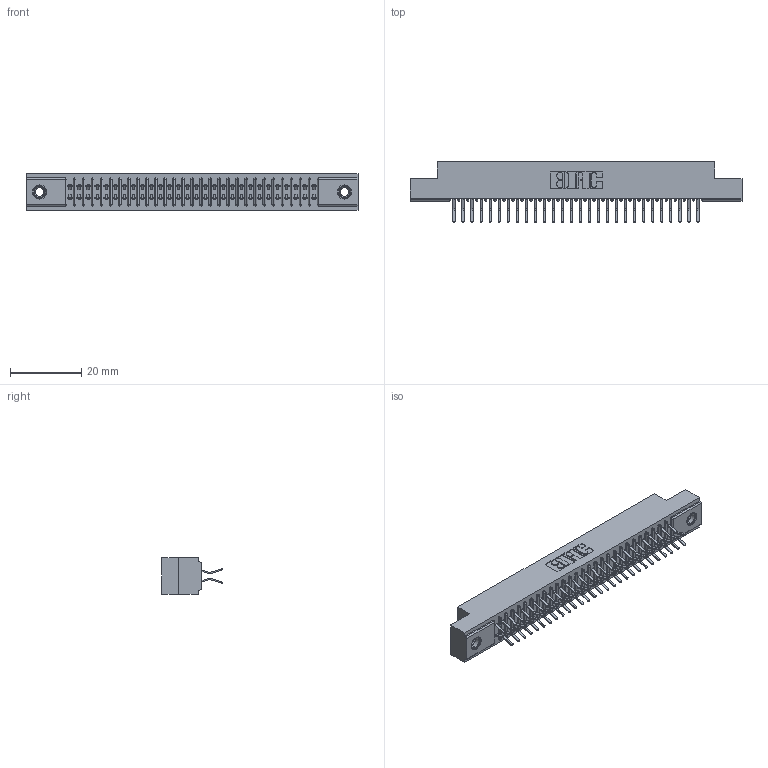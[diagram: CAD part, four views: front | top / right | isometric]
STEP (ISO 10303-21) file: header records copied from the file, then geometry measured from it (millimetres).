
FILE_DESCRIPTION (( 'STEP AP203' ), '1' );
FILE_NAME ('391-056-556-207.STEP', '2018-08-09T11:20:23', ( '' ), ( '' ), 'SwSTEP 2.0', 'SolidWorks 2016', '' );
FILE_SCHEMA (( 'CONFIG_CONTROL_DESIGN' ));
Length unit declared in the file: inch
Products named in the file (4): 391-056-556-207; 341 Part_.156 (3.96) Dia Mounting Holes; 341-292-001_341-292-156; 345-250-001_345-250-005-103
Assembly tree (59 placements, depth 2):
  391-056-556-207
    341 Part_.156 (3.96) Dia Mounting Holes
    341-292-001_341-292-156  x56
    345-250-001_345-250-005-103  x2
Bounding box: 93.34 x 17.07 x 10.16 mm (x, y, z)
Volume: 6885 mm3; surface area: 11948.9 mm2
Topology: 59 solids, 59 shells, 4096 faces, 11848 edges, 7682 vertices
Faces by surface type: plane 2340, cylinder 1628, sphere 58, torus 58, cone 12
Entity records: 37076 total; most frequent: CARTESIAN_POINT 6147, ORIENTED_EDGE 6100, DIRECTION 5990, EDGE_CURVE 3050, VECTOR 2440, LINE 2440, VERTEX_POINT 1932, AXIS2_PLACEMENT_3D 1775
